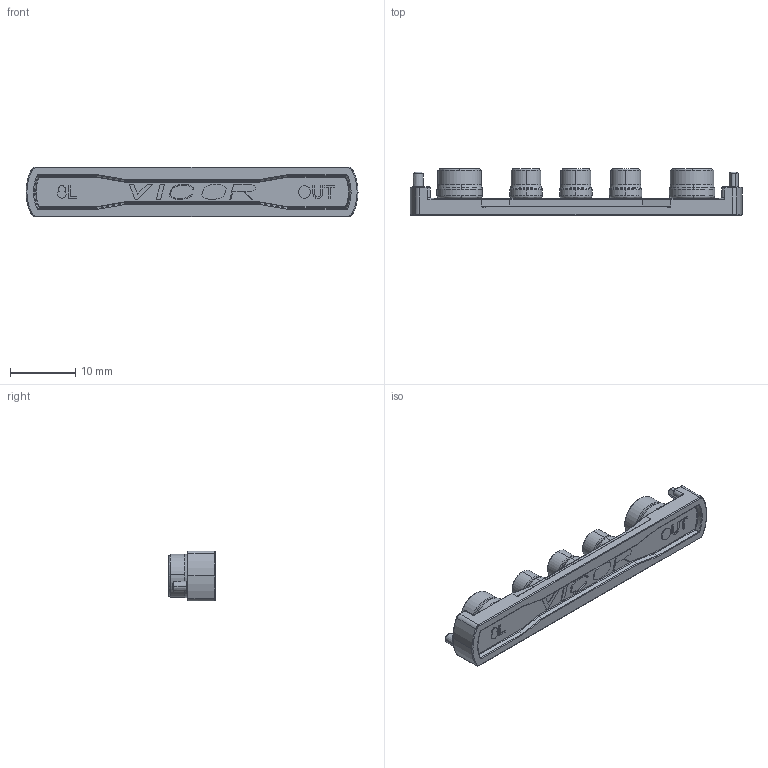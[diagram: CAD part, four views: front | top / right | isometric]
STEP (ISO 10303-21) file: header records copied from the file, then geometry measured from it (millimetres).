
FILE_DESCRIPTION (( 'STEP AP214' ), '1' );
FILE_NAME ('18378_18390_18368_20030-01-Output.STEP', '2012-08-16T14:59:31', ( 'Vicor User' ), ( 'Microsoft' ), 'SwSTEP 2.0', 'SolidWorks 2012', '' );
FILE_SCHEMA (( 'AUTOMOTIVE_DESIGN' ));
Length unit declared in the file: inch
Products named in the file (1): 18378_18390_18368_20030-01-Output
Bounding box: 50.8 x 7.11 x 7.62 mm (x, y, z)
Volume: 1400.2 mm3; surface area: 1623.2 mm2
Topology: 1 solids, 1 shells, 548 faces, 1438 edges, 915 vertices
Faces by surface type: plane 269, bspline 225, cylinder 36, cone 18
Entity records: 25049 total; most frequent: CARTESIAN_POINT 11578, ORIENTED_EDGE 2876, DIRECTION 1916, EDGE_CURVE 1438, VERTEX_POINT 915, LINE 848, VECTOR 848, EDGE_LOOP 571
